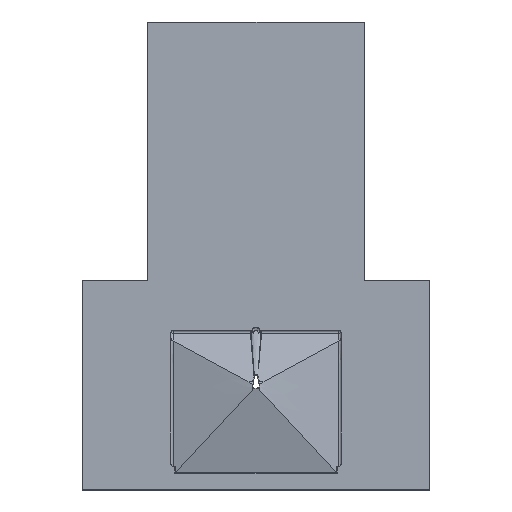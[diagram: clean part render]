
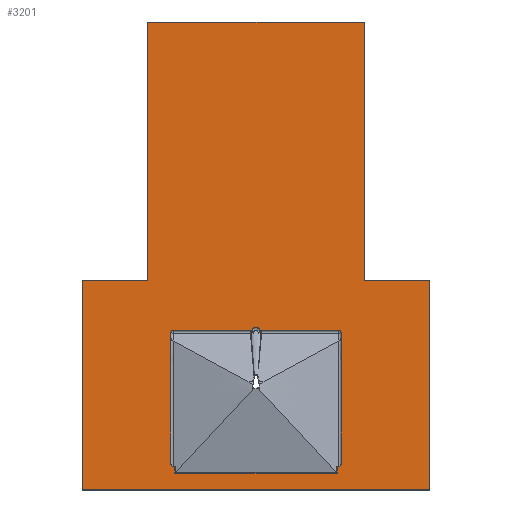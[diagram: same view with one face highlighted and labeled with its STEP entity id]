
A CAD part, top view. The second image highlights one B-rep face of the part: STEP entity #3201.
In plain terms, the highlighted planar face has unit normal (0, 0, 1).
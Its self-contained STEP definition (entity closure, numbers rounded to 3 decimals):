
#25=FACE_BOUND('',#952,.T.);
#67=PLANE('',#3364);
#275=LINE('',#8363,#485);
#277=LINE('',#8367,#487);
#279=LINE('',#8372,#489);
#282=LINE('',#8377,#492);
#285=LINE('',#8382,#495);
#297=LINE('',#8778,#507);
#298=LINE('',#8779,#508);
#299=LINE('',#8780,#509);
#300=LINE('',#8783,#510);
#301=LINE('',#8785,#511);
#302=LINE('',#8787,#512);
#303=LINE('',#8789,#513);
#304=LINE('',#8791,#514);
#305=LINE('',#8795,#515);
#306=LINE('',#8797,#516);
#307=LINE('',#8801,#517);
#308=LINE('',#8805,#518);
#309=LINE('',#8809,#519);
#310=LINE('',#8811,#520);
#485=VECTOR('',#3723,10.);
#487=VECTOR('',#3727,10.);
#489=VECTOR('',#3731,10.);
#492=VECTOR('',#3736,10.);
#495=VECTOR('',#3741,54.8);
#507=VECTOR('',#3791,25.4);
#508=VECTOR('',#3792,54.8);
#509=VECTOR('',#3793,10.);
#510=VECTOR('',#3794,0.205);
#511=VECTOR('',#3795,0.815);
#512=VECTOR('',#3796,19.002);
#513=VECTOR('',#3797,0.815);
#514=VECTOR('',#3798,0.205);
#515=VECTOR('',#3801,14.831);
#516=VECTOR('',#3802,0.601);
#517=VECTOR('',#3805,9.19);
#518=VECTOR('',#3808,9.19);
#519=VECTOR('',#3811,0.601);
#520=VECTOR('',#3812,14.831);
#590=CIRCLE('',#3365,0.254);
#591=CIRCLE('',#3366,0.254);
#592=CIRCLE('',#3367,0.56);
#593=CIRCLE('',#3368,0.254);
#594=CIRCLE('',#3369,0.254);
#754=FACE_OUTER_BOUND('',#951,.T.);
#951=EDGE_LOOP('',(#2727,#2728,#2729,#2730,#2731,#2732,#2733,#2734));
#952=EDGE_LOOP('',(#2735,#2736,#2737,#2738,#2739,#2740,#2741,#2742,#2743,
#2744,#2745,#2746,#2747,#2748,#2749,#2750));
#1429=VERTEX_POINT('',#8360);
#1430=VERTEX_POINT('',#8362);
#1431=VERTEX_POINT('',#8366);
#1432=VERTEX_POINT('',#8370);
#1433=VERTEX_POINT('',#8371);
#1434=VERTEX_POINT('',#8376);
#1435=VERTEX_POINT('',#8380);
#1459=VERTEX_POINT('',#8777);
#1460=VERTEX_POINT('',#8781);
#1461=VERTEX_POINT('',#8782);
#1462=VERTEX_POINT('',#8784);
#1463=VERTEX_POINT('',#8786);
#1464=VERTEX_POINT('',#8788);
#1465=VERTEX_POINT('',#8790);
#1466=VERTEX_POINT('',#8792);
#1467=VERTEX_POINT('',#8794);
#1468=VERTEX_POINT('',#8796);
#1469=VERTEX_POINT('',#8798);
#1470=VERTEX_POINT('',#8800);
#1471=VERTEX_POINT('',#8802);
#1472=VERTEX_POINT('',#8804);
#1473=VERTEX_POINT('',#8806);
#1474=VERTEX_POINT('',#8808);
#1475=VERTEX_POINT('',#8810);
#1859=EDGE_CURVE('',#1430,#1429,#275,.T.);
#1861=EDGE_CURVE('',#1431,#1430,#277,.T.);
#1863=EDGE_CURVE('',#1432,#1433,#279,.T.);
#1866=EDGE_CURVE('',#1433,#1434,#282,.T.);
#1869=EDGE_CURVE('',#1435,#1434,#285,.T.);
#1902=EDGE_CURVE('',#1459,#1435,#297,.T.);
#1903=EDGE_CURVE('',#1431,#1459,#298,.T.);
#1904=EDGE_CURVE('',#1429,#1432,#299,.T.);
#1905=EDGE_CURVE('',#1460,#1461,#300,.T.);
#1906=EDGE_CURVE('',#1460,#1462,#301,.T.);
#1907=EDGE_CURVE('',#1462,#1463,#302,.T.);
#1908=EDGE_CURVE('',#1463,#1464,#303,.T.);
#1909=EDGE_CURVE('',#1465,#1464,#304,.T.);
#1910=EDGE_CURVE('',#1465,#1466,#590,.T.);
#1911=EDGE_CURVE('',#1467,#1466,#305,.T.);
#1912=EDGE_CURVE('',#1468,#1467,#306,.T.);
#1913=EDGE_CURVE('',#1468,#1469,#591,.T.);
#1914=EDGE_CURVE('',#1470,#1469,#307,.T.);
#1915=EDGE_CURVE('',#1471,#1470,#592,.T.);
#1916=EDGE_CURVE('',#1472,#1471,#308,.T.);
#1917=EDGE_CURVE('',#1472,#1473,#593,.T.);
#1918=EDGE_CURVE('',#1474,#1473,#309,.T.);
#1919=EDGE_CURVE('',#1475,#1474,#310,.T.);
#1920=EDGE_CURVE('',#1475,#1461,#594,.T.);
#2727=ORIENTED_EDGE('',*,*,#1869,.F.);
#2728=ORIENTED_EDGE('',*,*,#1902,.F.);
#2729=ORIENTED_EDGE('',*,*,#1903,.F.);
#2730=ORIENTED_EDGE('',*,*,#1861,.T.);
#2731=ORIENTED_EDGE('',*,*,#1859,.T.);
#2732=ORIENTED_EDGE('',*,*,#1904,.T.);
#2733=ORIENTED_EDGE('',*,*,#1863,.T.);
#2734=ORIENTED_EDGE('',*,*,#1866,.T.);
#2735=ORIENTED_EDGE('',*,*,#1905,.F.);
#2736=ORIENTED_EDGE('',*,*,#1906,.T.);
#2737=ORIENTED_EDGE('',*,*,#1907,.T.);
#2738=ORIENTED_EDGE('',*,*,#1908,.T.);
#2739=ORIENTED_EDGE('',*,*,#1909,.F.);
#2740=ORIENTED_EDGE('',*,*,#1910,.T.);
#2741=ORIENTED_EDGE('',*,*,#1911,.F.);
#2742=ORIENTED_EDGE('',*,*,#1912,.F.);
#2743=ORIENTED_EDGE('',*,*,#1913,.T.);
#2744=ORIENTED_EDGE('',*,*,#1914,.F.);
#2745=ORIENTED_EDGE('',*,*,#1915,.F.);
#2746=ORIENTED_EDGE('',*,*,#1916,.F.);
#2747=ORIENTED_EDGE('',*,*,#1917,.T.);
#2748=ORIENTED_EDGE('',*,*,#1918,.F.);
#2749=ORIENTED_EDGE('',*,*,#1919,.F.);
#2750=ORIENTED_EDGE('',*,*,#1920,.T.);
#3201=ADVANCED_FACE('',(#754,#25),#67,.F.);
#3364=AXIS2_PLACEMENT_3D('',#8776,#3789,#3790);
#3365=AXIS2_PLACEMENT_3D('',#8793,#3799,#3800);
#3366=AXIS2_PLACEMENT_3D('',#8799,#3803,#3804);
#3367=AXIS2_PLACEMENT_3D('',#8803,#3806,#3807);
#3368=AXIS2_PLACEMENT_3D('',#8807,#3809,#3810);
#3369=AXIS2_PLACEMENT_3D('',#8812,#3813,#3814);
#3723=DIRECTION('',(0.,-1.,0.));
#3727=DIRECTION('',(-1.,0.,0.));
#3731=DIRECTION('',(0.,1.,0.));
#3736=DIRECTION('',(-1.,0.,0.));
#3741=DIRECTION('',(0.,-1.,0.));
#3789=DIRECTION('center_axis',(0.,0.,-1.));
#3790=DIRECTION('ref_axis',(-1.,0.,0.));
#3791=DIRECTION('',(1.,0.,0.));
#3792=DIRECTION('',(0.,1.,0.));
#3793=DIRECTION('',(1.,0.,0.));
#3794=DIRECTION('',(1.,0.,0.));
#3795=DIRECTION('',(0.004,-1.,0.));
#3796=DIRECTION('',(-1.,0.,0.));
#3797=DIRECTION('',(0.004,1.,0.));
#3798=DIRECTION('',(1.,0.,0.));
#3799=DIRECTION('center_axis',(0.,0.,-1.));
#3800=DIRECTION('ref_axis',(-1.,0.,0.));
#3801=DIRECTION('',(0.,-1.,0.));
#3802=DIRECTION('',(0.,-1.,0.));
#3803=DIRECTION('center_axis',(0.,0.,-1.));
#3804=DIRECTION('ref_axis',(-1.,0.,0.));
#3805=DIRECTION('',(-1.,0.,0.));
#3806=DIRECTION('center_axis',(0.,0.,1.));
#3807=DIRECTION('ref_axis',(-1.,0.,0.));
#3808=DIRECTION('',(-1.,0.,0.));
#3809=DIRECTION('center_axis',(0.,0.,-1.));
#3810=DIRECTION('ref_axis',(-1.,0.,0.));
#3811=DIRECTION('',(0.,1.,0.));
#3812=DIRECTION('',(0.,1.,0.));
#3813=DIRECTION('center_axis',(0.,0.,-1.));
#3814=DIRECTION('ref_axis',(-1.,0.,0.));
#8360=CARTESIAN_POINT('',(-5.62,8.7,2.25));
#8362=CARTESIAN_POINT('',(-5.62,33.198,2.25));
#8363=CARTESIAN_POINT('',(-5.62,27.073,2.25));
#8366=CARTESIAN_POINT('',(2.,33.198,2.25));
#8367=CARTESIAN_POINT('',(8.35,33.198,2.25));
#8370=CARTESIAN_POINT('',(35.02,8.7,2.25));
#8371=CARTESIAN_POINT('',(35.02,33.198,2.25));
#8372=CARTESIAN_POINT('',(35.02,14.824,2.25));
#8376=CARTESIAN_POINT('',(27.4,33.198,2.25));
#8377=CARTESIAN_POINT('',(24.86,33.198,2.25));
#8380=CARTESIAN_POINT('',(27.4,63.5,2.25));
#8382=CARTESIAN_POINT('',(27.4,28.5,2.25));
#8776=CARTESIAN_POINT('Origin',(29.4,28.5,2.25));
#8777=CARTESIAN_POINT('',(2.,63.5,2.25));
#8778=CARTESIAN_POINT('',(29.4,63.5,2.25));
#8779=CARTESIAN_POINT('',(2.,28.5,2.25));
#8780=CARTESIAN_POINT('',(21.05,8.7,2.25));
#8781=CARTESIAN_POINT('',(24.197,11.467,2.25));
#8782=CARTESIAN_POINT('',(24.402,11.467,2.25));
#8783=CARTESIAN_POINT('',(29.4,11.467,2.25));
#8784=CARTESIAN_POINT('',(24.201,10.652,2.25));
#8785=CARTESIAN_POINT('',(24.197,11.467,2.25));
#8786=CARTESIAN_POINT('',(5.199,10.652,2.25));
#8787=CARTESIAN_POINT('',(29.4,10.652,2.25));
#8788=CARTESIAN_POINT('',(5.203,11.467,2.25));
#8789=CARTESIAN_POINT('',(5.199,10.652,2.25));
#8790=CARTESIAN_POINT('',(4.998,11.467,2.25));
#8791=CARTESIAN_POINT('',(29.4,11.467,2.25));
#8792=CARTESIAN_POINT('',(4.744,11.721,2.25));
#8793=CARTESIAN_POINT('Origin',(4.998,11.721,2.25));
#8794=CARTESIAN_POINT('',(4.744,26.552,2.25));
#8795=CARTESIAN_POINT('',(4.744,28.5,2.25));
#8796=CARTESIAN_POINT('',(4.744,27.153,2.25));
#8797=CARTESIAN_POINT('',(4.744,28.5,2.25));
#8798=CARTESIAN_POINT('',(4.998,27.407,2.25));
#8799=CARTESIAN_POINT('Origin',(4.998,27.153,2.25));
#8800=CARTESIAN_POINT('',(14.188,27.407,2.25));
#8801=CARTESIAN_POINT('',(29.4,27.407,2.25));
#8802=CARTESIAN_POINT('',(15.212,27.407,2.25));
#8803=CARTESIAN_POINT('Origin',(14.7,27.181,2.25));
#8804=CARTESIAN_POINT('',(24.402,27.407,2.25));
#8805=CARTESIAN_POINT('',(29.4,27.407,2.25));
#8806=CARTESIAN_POINT('',(24.656,27.153,2.25));
#8807=CARTESIAN_POINT('Origin',(24.402,27.153,2.25));
#8808=CARTESIAN_POINT('',(24.656,26.552,2.25));
#8809=CARTESIAN_POINT('',(24.656,28.5,2.25));
#8810=CARTESIAN_POINT('',(24.656,11.721,2.25));
#8811=CARTESIAN_POINT('',(24.656,28.5,2.25));
#8812=CARTESIAN_POINT('Origin',(24.402,11.721,2.25));
